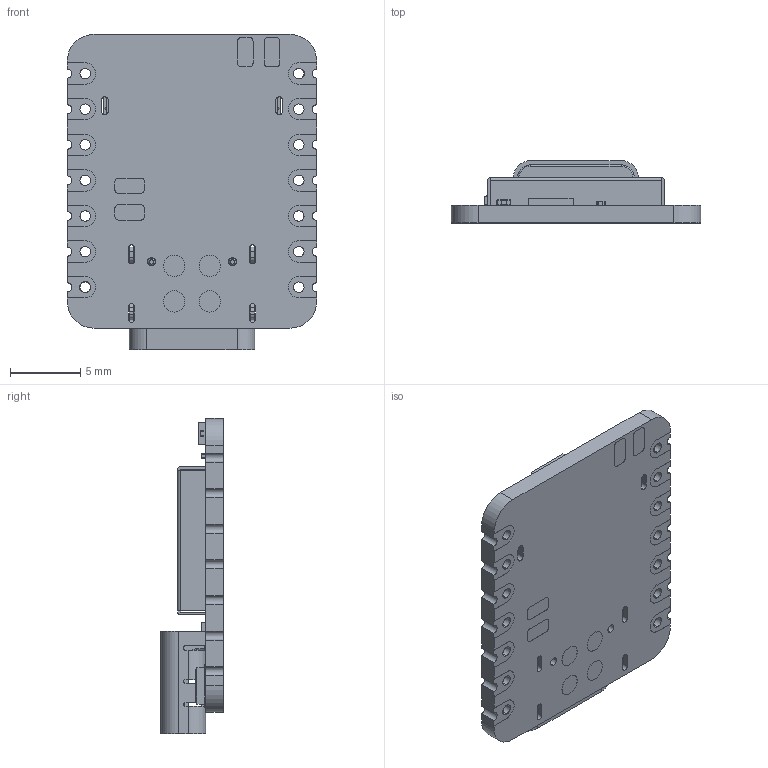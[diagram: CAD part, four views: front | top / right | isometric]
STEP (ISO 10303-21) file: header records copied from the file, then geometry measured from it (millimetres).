
FILE_DESCRIPTION (( 'STEP AP214' ), '1' );
FILE_NAME ('102010448.STEP', '2024-06-18T21:39:59', ( '' ), ( '' ), 'SwSTEP 2.0', 'SolidWorks 2021', '' );
FILE_SCHEMA (( 'AUTOMOTIVE_DESIGN' ));
Length unit declared in the file: millimetre
Products named in the file (1): 102010448
Bounding box: 17.78 x 4.46 x 22.48 mm (x, y, z)
Volume: 609.1 mm3; surface area: 1955.7 mm2
Topology: 77 solids, 77 shells, 1660 faces, 4274 edges, 2794 vertices
Faces by surface type: plane 1347, cylinder 269, bspline 36, cone 8
Entity records: 52689 total; most frequent: CARTESIAN_POINT 9585, ORIENTED_EDGE 8500, DIRECTION 8040, EDGE_CURVE 4250, VECTOR 3630, LINE 3630, VERTEX_POINT 2794, AXIS2_PLACEMENT_3D 2205
